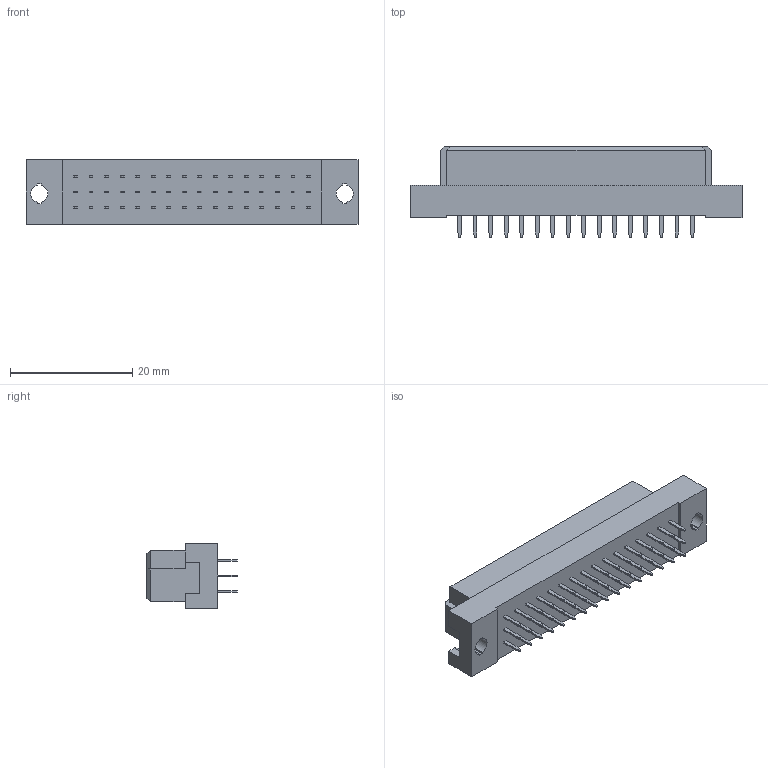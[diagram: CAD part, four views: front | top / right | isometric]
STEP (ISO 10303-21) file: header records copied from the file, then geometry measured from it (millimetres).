
FILE_DESCRIPTION (( 'STEP AP214' ), '1' );
FILE_NAME ('86093488324755V1LF.STEP', '2022-04-11T06:18:11', ( '' ), ( '' ), 'SwSTEP 2.0', 'SolidWorks 2017', '' );
FILE_SCHEMA (( 'AUTOMOTIVE_DESIGN' ));
Length unit declared in the file: millimetre
Products named in the file (1): 86093488324755V1LF
Bounding box: 54.36 x 14.8 x 10.6 mm (x, y, z)
Volume: 5020.8 mm3; surface area: 2865.1 mm2
Topology: 49 solids, 49 shells, 780 faces, 1898 edges, 1264 vertices
Faces by surface type: plane 680, cylinder 100
Entity records: 23024 total; most frequent: CARTESIAN_POINT 3943, ORIENTED_EDGE 3796, DIRECTION 3660, EDGE_CURVE 1898, VECTOR 1698, LINE 1698, VERTEX_POINT 1264, AXIS2_PLACEMENT_3D 981
